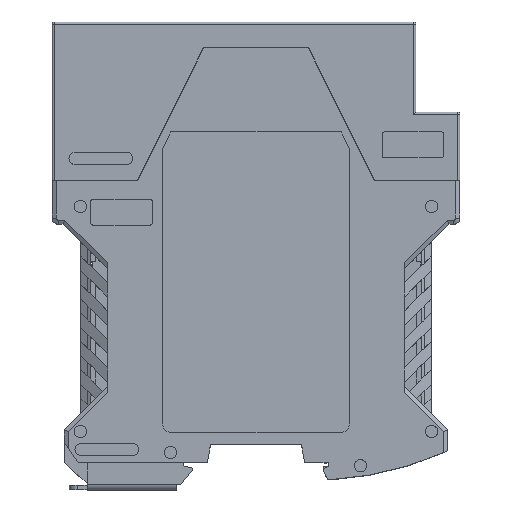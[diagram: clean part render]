
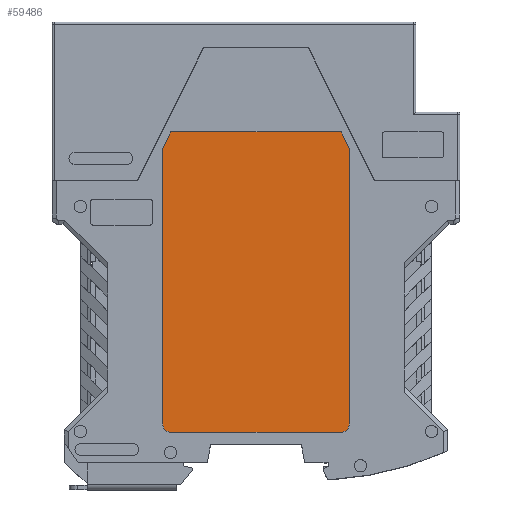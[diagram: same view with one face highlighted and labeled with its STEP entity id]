
A CAD part, top view. The second image highlights one B-rep face of the part: STEP entity #59486.
In plain terms, the highlighted planar face has unit normal (0, 0, 1).
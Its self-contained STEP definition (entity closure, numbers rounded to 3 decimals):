
#1059=CIRCLE('',#63258,2.);
#1060=CIRCLE('',#63259,2.);
#4304=FACE_OUTER_BOUND('',#7592,.T.);
#7592=EDGE_LOOP('',(#41015,#41016,#41017,#41018,#41019,#41020,#41021,#41022));
#11895=LINE('',#86704,#18729);
#11896=LINE('',#86708,#18730);
#11897=LINE('',#86712,#18731);
#11898=LINE('',#86714,#18732);
#11899=LINE('',#86716,#18733);
#11900=LINE('',#86717,#18734);
#18729=VECTOR('',#69476,1.);
#18730=VECTOR('',#69479,1.);
#18731=VECTOR('',#69482,1.);
#18732=VECTOR('',#69483,1.);
#18733=VECTOR('',#69484,1.);
#18734=VECTOR('',#69485,1.);
#25402=VERTEX_POINT('',#86702);
#25403=VERTEX_POINT('',#86703);
#25404=VERTEX_POINT('',#86705);
#25405=VERTEX_POINT('',#86707);
#25406=VERTEX_POINT('',#86709);
#25407=VERTEX_POINT('',#86711);
#25408=VERTEX_POINT('',#86713);
#25409=VERTEX_POINT('',#86715);
#31509=EDGE_CURVE('',#25402,#25403,#11895,.T.);
#31510=EDGE_CURVE('',#25404,#25403,#1059,.T.);
#31511=EDGE_CURVE('',#25404,#25405,#11896,.T.);
#31512=EDGE_CURVE('',#25405,#25406,#1060,.T.);
#31513=EDGE_CURVE('',#25406,#25407,#11897,.T.);
#31514=EDGE_CURVE('',#25407,#25408,#11898,.T.);
#31515=EDGE_CURVE('',#25408,#25409,#11899,.T.);
#31516=EDGE_CURVE('',#25409,#25402,#11900,.T.);
#41015=ORIENTED_EDGE('',*,*,#31509,.T.);
#41016=ORIENTED_EDGE('',*,*,#31510,.F.);
#41017=ORIENTED_EDGE('',*,*,#31511,.T.);
#41018=ORIENTED_EDGE('',*,*,#31512,.T.);
#41019=ORIENTED_EDGE('',*,*,#31513,.T.);
#41020=ORIENTED_EDGE('',*,*,#31514,.T.);
#41021=ORIENTED_EDGE('',*,*,#31515,.T.);
#41022=ORIENTED_EDGE('',*,*,#31516,.T.);
#57141=PLANE('',#63257);
#59486=ADVANCED_FACE('',(#4304),#57141,.T.);
#63257=AXIS2_PLACEMENT_3D('',#86701,#69474,#69475);
#63258=AXIS2_PLACEMENT_3D('',#86706,#69477,#69478);
#63259=AXIS2_PLACEMENT_3D('',#86710,#69480,#69481);
#69474=DIRECTION('center_axis',(0.,0.,1.));
#69475=DIRECTION('ref_axis',(1.,0.,0.));
#69476=DIRECTION('',(0.,-1.,0.));
#69477=DIRECTION('center_axis',(0.,0.,-1.));
#69478=DIRECTION('ref_axis',(-1.,0.,0.));
#69479=DIRECTION('',(1.,0.,0.));
#69480=DIRECTION('center_axis',(0.,0.,1.));
#69481=DIRECTION('ref_axis',(1.,0.,0.));
#69482=DIRECTION('',(0.,1.,0.));
#69483=DIRECTION('',(-0.447,0.894,0.));
#69484=DIRECTION('',(-1.,0.,0.));
#69485=DIRECTION('',(-0.447,-0.894,0.));
#86701=CARTESIAN_POINT('Origin',(3.747,57.985,11.1));
#86702=CARTESIAN_POINT('',(-22.65,84.3,11.1));
#86703=CARTESIAN_POINT('',(-22.65,17.4,11.1));
#86704=CARTESIAN_POINT('',(-22.65,0.,11.1));
#86705=CARTESIAN_POINT('',(-20.65,15.4,11.1));
#86706=CARTESIAN_POINT('Origin',(-20.65,17.4,11.1));
#86707=CARTESIAN_POINT('',(20.65,15.4,11.1));
#86708=CARTESIAN_POINT('',(0.,15.4,11.1));
#86709=CARTESIAN_POINT('',(22.65,17.4,11.1));
#86710=CARTESIAN_POINT('Origin',(20.65,17.4,11.1));
#86711=CARTESIAN_POINT('',(22.65,84.3,11.1));
#86712=CARTESIAN_POINT('',(22.65,0.,11.1));
#86713=CARTESIAN_POINT('',(20.65,88.3,11.1));
#86714=CARTESIAN_POINT('',(51.84,25.92,11.1));
#86715=CARTESIAN_POINT('',(-20.65,88.3,11.1));
#86716=CARTESIAN_POINT('',(0.,88.3,11.1));
#86717=CARTESIAN_POINT('',(-51.84,25.92,11.1));
